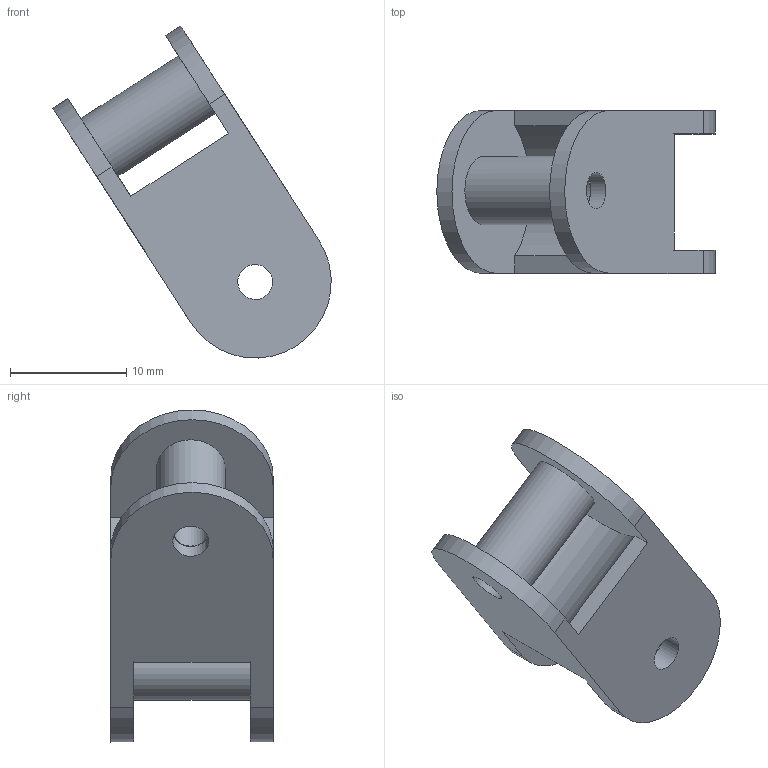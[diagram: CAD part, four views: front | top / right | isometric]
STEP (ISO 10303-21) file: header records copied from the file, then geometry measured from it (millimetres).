
FILE_DESCRIPTION(/* description */ (''),/* implementation_level */ '2;1');
FILE_NAME(/* name */ 'top_joint1.step',/* time_stamp */ '2025-05-29T20:29:09+07:00',/* author */ (''),/* organization */ (''),/* preprocessor_version */ 'ST-DEVELOPER v20.1',/* originating_system */ 'Autodesk Translation Framework v14.10.0.0',/* authorisation */ '');
FILE_SCHEMA (('AUTOMOTIVE_DESIGN { 1 0 10303 214 3 1 1 }'));
Length unit declared in the file: millimetre
Products named in the file (5): full_V4_doraemon_hand_fix; bush; bush_1; inner; top_joint
Assembly tree (5 placements, depth 3):
  full_V4_doraemon_hand_fix
    bush
      inner
    bush_1
      inner
    top_joint
Bounding box: 23.96 x 14 x 28.58 mm (x, y, z)
Volume: 2084.6 mm3; surface area: 2652.3 mm2
Topology: 3 solids, 3 shells, 28 faces, 66 edges, 44 vertices
Faces by surface type: cylinder 14, plane 14
Full cylindrical faces by diameter (mm): 3 x4, 3.1 x2, 5.9 x2
Entity records: 881 total; most frequent: DIRECTION 152, CARTESIAN_POINT 134, ORIENTED_EDGE 120, EDGE_CURVE 60, AXIS2_PLACEMENT_3D 58, VERTEX_POINT 40, LINE 36, VECTOR 36
